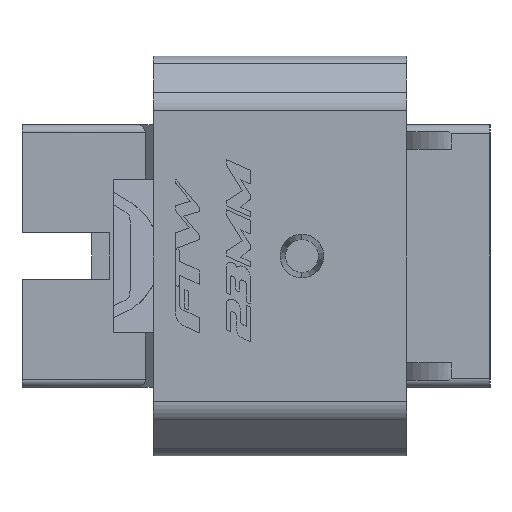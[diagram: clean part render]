
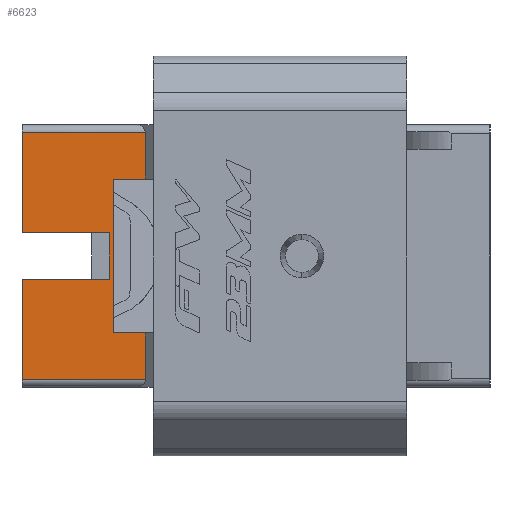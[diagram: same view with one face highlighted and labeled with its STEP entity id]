
A CAD part, left-side view. The second image highlights one B-rep face of the part: STEP entity #6623.
In plain terms, the highlighted planar face has unit normal (-1, 0, 0).
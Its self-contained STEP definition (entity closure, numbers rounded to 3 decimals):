
#174 = CARTESIAN_POINT ( 'NONE',  ( 54.306, 17.69, -14.1 ) ) ;
#282 = CARTESIAN_POINT ( 'NONE',  ( 54.306, 42., 0. ) ) ;
#636 = VERTEX_POINT ( 'NONE', #11568 ) ;
#807 = VECTOR ( 'NONE', #15268, 1000. ) ;
#1031 = PLANE ( 'NONE',  #31284 ) ;
#1069 = VERTEX_POINT ( 'NONE', #12001 ) ;
#1257 = VERTEX_POINT ( 'NONE', #19484 ) ;
#1283 = VECTOR ( 'NONE', #8643, 1000. ) ;
#1482 = DIRECTION ( 'NONE',  ( 0., 0., 1. ) ) ;
#1642 = DIRECTION ( 'NONE',  ( 0., 0., 1. ) ) ;
#1645 = CARTESIAN_POINT ( 'NONE',  ( 54.306, 32., -2.65 ) ) ;
#2015 = LINE ( 'NONE', #4125, #22289 ) ;
#2142 = DIRECTION ( 'NONE',  ( 0., 0., -1. ) ) ;
#2550 = VERTEX_POINT ( 'NONE', #6860 ) ;
#2701 = ORIENTED_EDGE ( 'NONE', *, *, #29196, .F. ) ;
#2709 = VERTEX_POINT ( 'NONE', #30582 ) ;
#2752 = LINE ( 'NONE', #174, #807 ) ;
#2813 = DIRECTION ( 'NONE',  ( 0., -1., 0. ) ) ;
#2827 = EDGE_LOOP ( 'NONE', ( #27555, #13548, #6139, #2701, #27084, #16669, #19977, #28198, #13125, #25384, #23269, #12681, #5425, #8896 ) ) ;
#3101 = VECTOR ( 'NONE', #15373, 1000. ) ;
#3491 = CARTESIAN_POINT ( 'NONE',  ( 54.306, 31.564, 22.351 ) ) ;
#3857 = VECTOR ( 'NONE', #1642, 1000. ) ;
#4125 = CARTESIAN_POINT ( 'NONE',  ( 54.306, 27.9, 15. ) ) ;
#4148 = EDGE_CURVE ( 'NONE', #23991, #29808, #26835, .T. ) ;
#4866 = CARTESIAN_POINT ( 'NONE',  ( 54.306, 17.69, 8.8 ) ) ;
#5385 = CARTESIAN_POINT ( 'NONE',  ( 54.306, 17.69, 0. ) ) ;
#5425 = ORIENTED_EDGE ( 'NONE', *, *, #28565, .T. ) ;
#5553 = DIRECTION ( 'NONE',  ( -1., 0., 0. ) ) ;
#6139 = ORIENTED_EDGE ( 'NONE', *, *, #29241, .F. ) ;
#6451 = CARTESIAN_POINT ( 'NONE',  ( 54.306, 42., 0. ) ) ;
#6623 = ADVANCED_FACE ( 'NONE', ( #10520 ), #1031, .T. ) ;
#6860 = CARTESIAN_POINT ( 'NONE',  ( 54.306, 31.564, 5.867 ) ) ;
#7176 = CARTESIAN_POINT ( 'NONE',  ( 54.306, 31.564, 8.8 ) ) ;
#8643 = DIRECTION ( 'NONE',  ( 0., 1., 0. ) ) ;
#8896 = ORIENTED_EDGE ( 'NONE', *, *, #20567, .F. ) ;
#9037 = LINE ( 'NONE', #13218, #3857 ) ;
#9089 = CARTESIAN_POINT ( 'NONE',  ( 54.306, 27.9, 14.1 ) ) ;
#9465 = DIRECTION ( 'NONE',  ( 0., 0., -1. ) ) ;
#10520 = FACE_OUTER_BOUND ( 'NONE', #2827, .T. ) ;
#10849 = VECTOR ( 'NONE', #2142, 1000. ) ;
#11568 = CARTESIAN_POINT ( 'NONE',  ( 54.306, 32., 2.65 ) ) ;
#11712 = LINE ( 'NONE', #6451, #15866 ) ;
#11902 = CARTESIAN_POINT ( 'NONE',  ( 54.306, 27.9, 8.8 ) ) ;
#12001 = CARTESIAN_POINT ( 'NONE',  ( 54.306, 31.564, -5.69 ) ) ;
#12052 = VECTOR ( 'NONE', #1482, 1000. ) ;
#12312 = VERTEX_POINT ( 'NONE', #1645 ) ;
#12605 = VECTOR ( 'NONE', #29179, 1000. ) ;
#12660 = EDGE_CURVE ( 'NONE', #1069, #2709, #14269, .T. ) ;
#12681 = ORIENTED_EDGE ( 'NONE', *, *, #26493, .T. ) ;
#12801 = CARTESIAN_POINT ( 'NONE',  ( 54.306, 42., 2.65 ) ) ;
#13089 = CARTESIAN_POINT ( 'NONE',  ( 54.306, 42., -14.1 ) ) ;
#13114 = VERTEX_POINT ( 'NONE', #9089 ) ;
#13125 = ORIENTED_EDGE ( 'NONE', *, *, #13130, .F. ) ;
#13130 = EDGE_CURVE ( 'NONE', #2550, #1069, #15840, .T. ) ;
#13218 = CARTESIAN_POINT ( 'NONE',  ( 54.306, 32., 0. ) ) ;
#13548 = ORIENTED_EDGE ( 'NONE', *, *, #14361, .F. ) ;
#14269 = LINE ( 'NONE', #29193, #21742 ) ;
#14361 = EDGE_CURVE ( 'NONE', #12312, #636, #9037, .T. ) ;
#14390 = EDGE_CURVE ( 'NONE', #1257, #26675, #30388, .T. ) ;
#14646 = DIRECTION ( 'NONE',  ( 0., 1., 0. ) ) ;
#14688 = VERTEX_POINT ( 'NONE', #23878 ) ;
#15063 = LINE ( 'NONE', #282, #12605 ) ;
#15268 = DIRECTION ( 'NONE',  ( 0., -1., 0. ) ) ;
#15373 = DIRECTION ( 'NONE',  ( 0., -1., 0. ) ) ;
#15840 = LINE ( 'NONE', #3491, #21257 ) ;
#15866 = VECTOR ( 'NONE', #31282, 1000. ) ;
#16669 = ORIENTED_EDGE ( 'NONE', *, *, #14390, .T. ) ;
#17371 = EDGE_CURVE ( 'NONE', #26675, #2709, #29859, .T. ) ;
#17478 = CARTESIAN_POINT ( 'NONE',  ( 54.306, 42., -2.65 ) ) ;
#17638 = EDGE_CURVE ( 'NONE', #30676, #636, #20043, .T. ) ;
#18155 = CARTESIAN_POINT ( 'NONE',  ( 54.306, 17.69, -8.8 ) ) ;
#18731 = CARTESIAN_POINT ( 'NONE',  ( 54.306, 42., 14.1 ) ) ;
#19484 = CARTESIAN_POINT ( 'NONE',  ( 54.306, 27.9, -14.1 ) ) ;
#19496 = CARTESIAN_POINT ( 'NONE',  ( 54.306, 31.564, 22.351 ) ) ;
#19977 = ORIENTED_EDGE ( 'NONE', *, *, #17371, .T. ) ;
#20043 = LINE ( 'NONE', #12801, #3101 ) ;
#20567 = EDGE_CURVE ( 'NONE', #30676, #30012, #11712, .T. ) ;
#20658 = DIRECTION ( 'NONE',  ( 0., 0., -1. ) ) ;
#21257 = VECTOR ( 'NONE', #20658, 1000. ) ;
#21742 = VECTOR ( 'NONE', #9465, 1000. ) ;
#22196 = VECTOR ( 'NONE', #14646, 1000. ) ;
#22289 = VECTOR ( 'NONE', #23557, 1000. ) ;
#23269 = ORIENTED_EDGE ( 'NONE', *, *, #4148, .F. ) ;
#23329 = CARTESIAN_POINT ( 'NONE',  ( 54.306, 27.9, -8.8 ) ) ;
#23415 = CARTESIAN_POINT ( 'NONE',  ( 54.306, 42., 14.1 ) ) ;
#23557 = DIRECTION ( 'NONE',  ( 0., 0., 1. ) ) ;
#23585 = EDGE_CURVE ( 'NONE', #29808, #2550, #28789, .T. ) ;
#23878 = CARTESIAN_POINT ( 'NONE',  ( 54.306, 42., -2.65 ) ) ;
#23991 = VERTEX_POINT ( 'NONE', #11902 ) ;
#24533 = LINE ( 'NONE', #17478, #31544 ) ;
#25384 = ORIENTED_EDGE ( 'NONE', *, *, #23585, .F. ) ;
#25522 = DIRECTION ( 'NONE',  ( 0., 1., 0. ) ) ;
#26493 = EDGE_CURVE ( 'NONE', #23991, #13114, #2015, .T. ) ;
#26569 = CARTESIAN_POINT ( 'NONE',  ( 54.306, 27.9, -8.8 ) ) ;
#26675 = VERTEX_POINT ( 'NONE', #26569 ) ;
#26722 = VERTEX_POINT ( 'NONE', #13089 ) ;
#26835 = LINE ( 'NONE', #4866, #22196 ) ;
#27084 = ORIENTED_EDGE ( 'NONE', *, *, #29504, .T. ) ;
#27555 = ORIENTED_EDGE ( 'NONE', *, *, #17638, .T. ) ;
#28198 = ORIENTED_EDGE ( 'NONE', *, *, #12660, .F. ) ;
#28377 = LINE ( 'NONE', #23415, #1283 ) ;
#28565 = EDGE_CURVE ( 'NONE', #13114, #30012, #28377, .T. ) ;
#28789 = LINE ( 'NONE', #19496, #10849 ) ;
#29179 = DIRECTION ( 'NONE',  ( 0., 0., 1. ) ) ;
#29193 = CARTESIAN_POINT ( 'NONE',  ( 54.306, 31.564, 22.351 ) ) ;
#29196 = EDGE_CURVE ( 'NONE', #26722, #14688, #15063, .T. ) ;
#29241 = EDGE_CURVE ( 'NONE', #14688, #12312, #24533, .T. ) ;
#29504 = EDGE_CURVE ( 'NONE', #26722, #1257, #2752, .T. ) ;
#29808 = VERTEX_POINT ( 'NONE', #7176 ) ;
#29859 = LINE ( 'NONE', #18155, #31261 ) ;
#30012 = VERTEX_POINT ( 'NONE', #18731 ) ;
#30388 = LINE ( 'NONE', #23329, #12052 ) ;
#30516 = CARTESIAN_POINT ( 'NONE',  ( 54.306, 42., 2.65 ) ) ;
#30582 = CARTESIAN_POINT ( 'NONE',  ( 54.306, 31.564, -8.8 ) ) ;
#30676 = VERTEX_POINT ( 'NONE', #30516 ) ;
#31261 = VECTOR ( 'NONE', #25522, 1000. ) ;
#31282 = DIRECTION ( 'NONE',  ( 0., 0., 1. ) ) ;
#31284 = AXIS2_PLACEMENT_3D ( 'NONE', #5385, #5553, #2813 ) ;
#31544 = VECTOR ( 'NONE', #31587, 1000. ) ;
#31587 = DIRECTION ( 'NONE',  ( 0., -1., 0. ) ) ;
